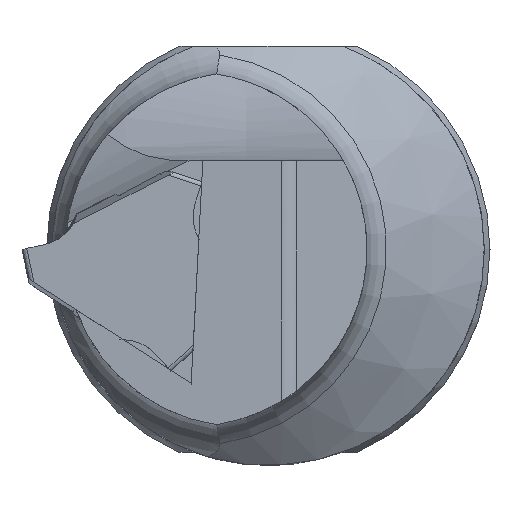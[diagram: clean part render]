
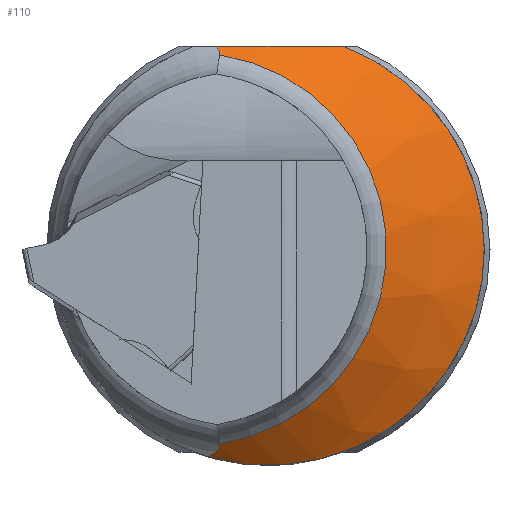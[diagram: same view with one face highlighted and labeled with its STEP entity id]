
A CAD part, left-side view. The second image highlights one B-rep face of the part: STEP entity #110.
In plain terms, the highlighted conical face has half-angle 45 degrees and reference radius 8.879 mm.
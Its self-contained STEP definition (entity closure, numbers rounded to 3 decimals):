
#59=CONICAL_SURFACE('',#1016,8.879,45.);
#110=ADVANCED_FACE('',(#174),#59,.T.);
#174=FACE_OUTER_BOUND('',#227,.T.);
#227=EDGE_LOOP('',(#536,#537,#538,#539,#540));
#273=CIRCLE('',#1014,8.879);
#429=B_SPLINE_CURVE_WITH_KNOTS('',3,(#1714,#1715,#1716,#1717,#1718,#1719,
#1720,#1721,#1722,#1723),.UNSPECIFIED.,.F.,.F.,(4,2,2,2,4),(0.,0.25,0.5,
0.75,1.),.UNSPECIFIED.);
#430=B_SPLINE_CURVE_WITH_KNOTS('',3,(#1725,#1726,#1727,#1728),
 .UNSPECIFIED.,.F.,.F.,(4,4),(0.,1.),.UNSPECIFIED.);
#440=B_SPLINE_CURVE_WITH_KNOTS('',3,(#1832,#1833,#1834,#1835),
 .UNSPECIFIED.,.F.,.F.,(4,4),(0.,1.),.UNSPECIFIED.);
#441=B_SPLINE_CURVE_WITH_KNOTS('',3,(#1836,#1837,#1838,#1839,#1840,#1841,
#1842,#1843,#1844,#1845,#1846,#1847,#1848),.UNSPECIFIED.,.F.,.F.,(4,3,3,
3,4),(0.,0.191,0.382,0.665,1.),
 .UNSPECIFIED.);
#536=ORIENTED_EDGE('',*,*,#873,.T.);
#537=ORIENTED_EDGE('',*,*,#871,.T.);
#538=ORIENTED_EDGE('',*,*,#874,.T.);
#539=ORIENTED_EDGE('',*,*,#851,.T.);
#540=ORIENTED_EDGE('',*,*,#852,.F.);
#745=VERTEX_POINT('',#1702);
#751=VERTEX_POINT('',#1713);
#752=VERTEX_POINT('',#1729);
#762=VERTEX_POINT('',#1818);
#763=VERTEX_POINT('',#1820);
#851=EDGE_CURVE('',#745,#751,#429,.T.);
#852=EDGE_CURVE('',#752,#751,#430,.T.);
#871=EDGE_CURVE('',#763,#762,#273,.T.);
#873=EDGE_CURVE('',#752,#763,#440,.T.);
#874=EDGE_CURVE('',#762,#745,#441,.T.);
#1014=AXIS2_PLACEMENT_3D('',#1819,#1155,#1156);
#1016=AXIS2_PLACEMENT_3D('',#1849,#1159,#1160);
#1155=DIRECTION('',(1.,0.,0.));
#1156=DIRECTION('',(0.,1.,0.));
#1159=DIRECTION('',(1.,0.,0.));
#1160=DIRECTION('',(0.,-1.,0.));
#1702=CARTESIAN_POINT('',(41.393,2.737,-9.358));
#1713=CARTESIAN_POINT('',(43.471,-3.367,9.15));
#1714=CARTESIAN_POINT('',(41.393,2.737,-9.358));
#1715=CARTESIAN_POINT('',(42.26,0.443,-10.029));
#1716=CARTESIAN_POINT('',(43.107,-2.15,-9.821));
#1717=CARTESIAN_POINT('',(44.432,-6.541,-7.635));
#1718=CARTESIAN_POINT('',(44.926,-8.362,-5.621));
#1719=CARTESIAN_POINT('',(45.379,-10.041,-0.829));
#1720=CARTESIAN_POINT('',(45.341,-9.893,1.928));
#1721=CARTESIAN_POINT('',(44.738,-7.677,6.531));
#1722=CARTESIAN_POINT('',(44.181,-5.663,8.305));
#1723=CARTESIAN_POINT('',(43.471,-3.367,9.15));
#1725=CARTESIAN_POINT('',(41.224,2.383,9.15));
#1726=CARTESIAN_POINT('',(41.485,0.321,9.15));
#1727=CARTESIAN_POINT('',(42.407,-1.604,9.15));
#1728=CARTESIAN_POINT('',(43.471,-3.367,9.15));
#1729=CARTESIAN_POINT('',(41.224,2.383,9.15));
#1818=CARTESIAN_POINT('',(40.879,2.196,-8.775));
#1819=CARTESIAN_POINT('',(40.879,3.55,0.));
#1820=CARTESIAN_POINT('',(40.879,2.196,8.775));
#1832=CARTESIAN_POINT('',(41.224,2.383,9.15));
#1833=CARTESIAN_POINT('',(41.136,2.256,9.044));
#1834=CARTESIAN_POINT('',(41.012,2.174,8.907));
#1835=CARTESIAN_POINT('',(40.879,2.196,8.775));
#1836=CARTESIAN_POINT('',(40.879,2.196,-8.775));
#1837=CARTESIAN_POINT('',(40.924,2.188,-8.82));
#1838=CARTESIAN_POINT('',(40.97,2.192,-8.867));
#1839=CARTESIAN_POINT('',(41.013,2.206,-8.912));
#1840=CARTESIAN_POINT('',(41.056,2.22,-8.958));
#1841=CARTESIAN_POINT('',(41.097,2.245,-9.003));
#1842=CARTESIAN_POINT('',(41.133,2.278,-9.044));
#1843=CARTESIAN_POINT('',(41.187,2.326,-9.105));
#1844=CARTESIAN_POINT('',(41.234,2.391,-9.161));
#1845=CARTESIAN_POINT('',(41.273,2.462,-9.209));
#1846=CARTESIAN_POINT('',(41.32,2.545,-9.266));
#1847=CARTESIAN_POINT('',(41.359,2.639,-9.315));
#1848=CARTESIAN_POINT('',(41.393,2.737,-9.358));
#1849=CARTESIAN_POINT('',(40.879,3.55,0.));
